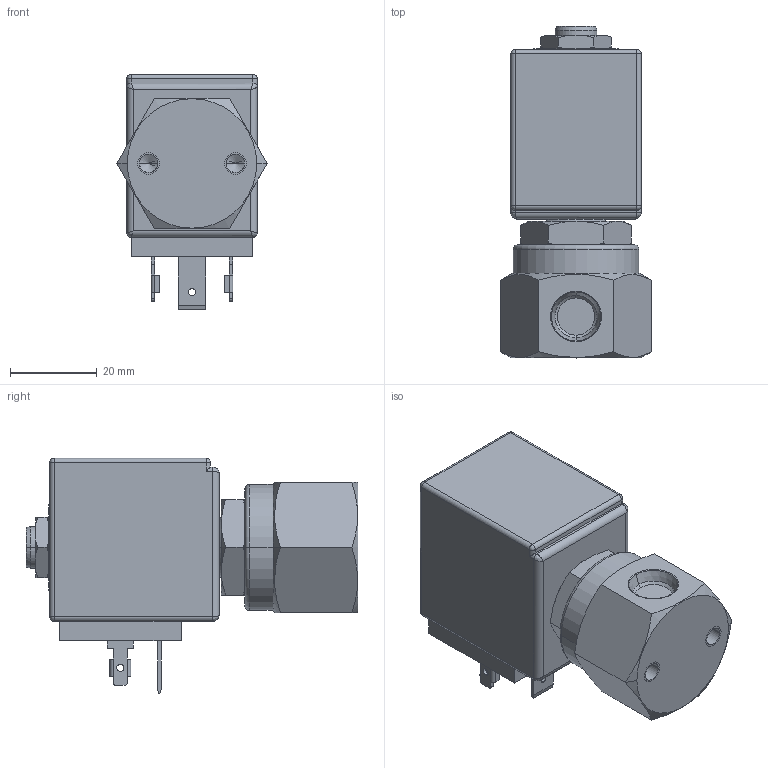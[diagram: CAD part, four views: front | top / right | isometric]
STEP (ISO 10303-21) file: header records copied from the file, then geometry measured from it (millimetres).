
FILE_DESCRIPTION((''),'2;1');
FILE_NAME('21L1K1T25-BDA_INGOMBRO_ASM','2009-07-07T',('romeri'),('O.D.E.'),'PRO/ENGINEER BY PARAMETRIC TECHNOLOGY CORPORATION, 2005450','PRO/ENGINEER BY PARAMETRIC TECHNOLOGY CORPORATION, 2005450','');
FILE_SCHEMA(('CONFIG_CONTROL_DESIGN'));
Length unit declared in the file: millimetre
Products named in the file (6): 4500L1_INGOMBRO; 450811_INGOMBRO; BOBINA_8_W_INGOMBRO; 450940; 450939; 21L1K1T25-BDA_INGOMBRO_ASM
Assembly tree (5 placements, depth 2):
  21L1K1T25-BDA_INGOMBRO_ASM
    4500L1_INGOMBRO
    450811_INGOMBRO
    BOBINA_8_W_INGOMBRO
    450940
    450939
Bounding box: 34.64 x 76.4 x 54.15 mm (x, y, z)
Volume: 59651.7 mm3; surface area: 23993.2 mm2
Topology: 5 solids, 13 shells, 299 faces, 692 edges, 426 vertices
Faces by surface type: plane 136, cylinder 84, cone 56, torus 12, sphere 6, bspline 5
Entity records: 12002 total; most frequent: CARTESIAN_POINT 2206, DIRECTION 1451, ORIENTED_EDGE 1362, PRESENTATION_STYLE_ASSIGNMENT 743, EDGE_CURVE 686, STYLED_ITEM 677, CURVE_STYLE 670, AXIS2_PLACEMENT_3D 544
